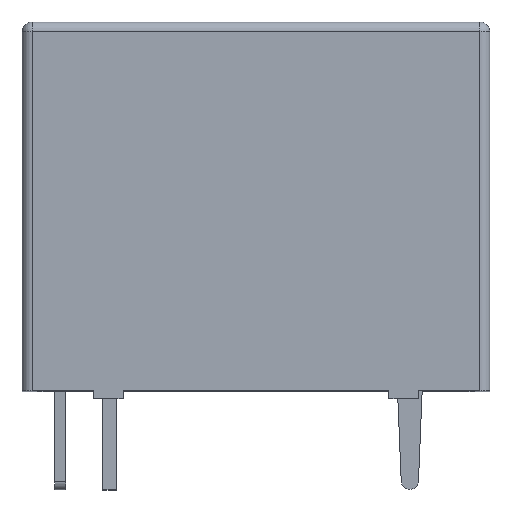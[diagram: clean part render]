
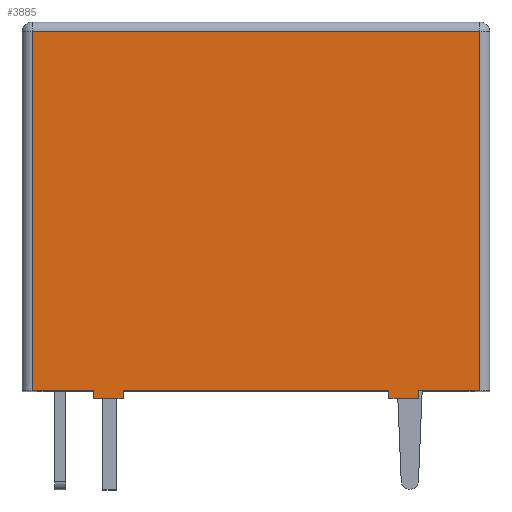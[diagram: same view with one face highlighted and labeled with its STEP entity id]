
A CAD part, top view. The second image highlights one B-rep face of the part: STEP entity #3885.
In plain terms, the highlighted planar face has unit normal (0, 0, 1).
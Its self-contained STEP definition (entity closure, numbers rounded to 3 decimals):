
#139 = CARTESIAN_POINT ( 'NONE',  ( 9.1, 15.29, 7.765 ) ) ;
#238 = VECTOR ( 'NONE', #1814, 1000. ) ;
#350 = VECTOR ( 'NONE', #4520, 1000. ) ;
#389 = ORIENTED_EDGE ( 'NONE', *, *, #2067, .F. ) ;
#552 = LINE ( 'NONE', #139, #3722 ) ;
#573 = DIRECTION ( 'NONE',  ( 0., -1., 0. ) ) ;
#574 = LINE ( 'NONE', #2388, #2517 ) ;
#576 = AXIS2_PLACEMENT_3D ( 'NONE', #3915, #3950, #5206 ) ;
#709 = LINE ( 'NONE', #3020, #238 ) ;
#890 = VERTEX_POINT ( 'NONE', #4188 ) ;
#967 = EDGE_CURVE ( 'NONE', #2907, #1396, #709, .T. ) ;
#1396 = VERTEX_POINT ( 'NONE', #2305 ) ;
#1423 = CARTESIAN_POINT ( 'NONE',  ( -5.4, 0.3, 7.765 ) ) ;
#1432 = CARTESIAN_POINT ( 'NONE',  ( 6.6, 0.3, 7.765 ) ) ;
#1460 = CARTESIAN_POINT ( 'NONE',  ( 9.1, 0.3, 7.765 ) ) ;
#1610 = ORIENTED_EDGE ( 'NONE', *, *, #4477, .F. ) ;
#1635 = ORIENTED_EDGE ( 'NONE', *, *, #7095, .F. ) ;
#1702 = EDGE_CURVE ( 'NONE', #7437, #6418, #3937, .T. ) ;
#1711 = CARTESIAN_POINT ( 'NONE',  ( -9.1, 14.89, 7.765 ) ) ;
#1814 = DIRECTION ( 'NONE',  ( -1., 0., 0. ) ) ;
#1946 = CARTESIAN_POINT ( 'NONE',  ( -9.1, 0., 7.765 ) ) ;
#1992 = LINE ( 'NONE', #1423, #2651 ) ;
#2003 = ORIENTED_EDGE ( 'NONE', *, *, #4888, .T. ) ;
#2067 = EDGE_CURVE ( 'NONE', #2878, #7437, #1992, .T. ) ;
#2205 = CARTESIAN_POINT ( 'NONE',  ( 5.4, 0., 7.765 ) ) ;
#2238 = EDGE_CURVE ( 'NONE', #5693, #5537, #2821, .T. ) ;
#2250 = DIRECTION ( 'NONE',  ( -1., 0., 0. ) ) ;
#2274 = VECTOR ( 'NONE', #2963, 1000. ) ;
#2305 = CARTESIAN_POINT ( 'NONE',  ( 6.6, 0.3, 7.765 ) ) ;
#2388 = CARTESIAN_POINT ( 'NONE',  ( -9.1, 0., 7.765 ) ) ;
#2462 = CARTESIAN_POINT ( 'NONE',  ( -5.4, 0.3, 7.765 ) ) ;
#2481 = VERTEX_POINT ( 'NONE', #5910 ) ;
#2491 = CARTESIAN_POINT ( 'NONE',  ( 5.4, 0.3, 7.765 ) ) ;
#2506 = VECTOR ( 'NONE', #4945, 1000. ) ;
#2517 = VECTOR ( 'NONE', #6237, 1000. ) ;
#2651 = VECTOR ( 'NONE', #4233, 1000. ) ;
#2821 = LINE ( 'NONE', #5690, #4228 ) ;
#2823 = LINE ( 'NONE', #6827, #350 ) ;
#2878 = VERTEX_POINT ( 'NONE', #2491 ) ;
#2888 = ORIENTED_EDGE ( 'NONE', *, *, #4095, .T. ) ;
#2907 = VERTEX_POINT ( 'NONE', #1460 ) ;
#2925 = CARTESIAN_POINT ( 'NONE',  ( -5.4, 0.3, 7.765 ) ) ;
#2963 = DIRECTION ( 'NONE',  ( 0., 1., 0. ) ) ;
#2978 = CARTESIAN_POINT ( 'NONE',  ( 5.4, 0.3, 7.765 ) ) ;
#3020 = CARTESIAN_POINT ( 'NONE',  ( 9.5, 0.3, 7.765 ) ) ;
#3038 = LINE ( 'NONE', #7122, #2274 ) ;
#3044 = DIRECTION ( 'NONE',  ( 1., 0., 0. ) ) ;
#3373 = VECTOR ( 'NONE', #573, 1000. ) ;
#3621 = LINE ( 'NONE', #4833, #7103 ) ;
#3638 = EDGE_CURVE ( 'NONE', #5962, #2878, #4724, .T. ) ;
#3720 = EDGE_CURVE ( 'NONE', #5468, #5537, #3621, .T. ) ;
#3722 = VECTOR ( 'NONE', #5877, 1000. ) ;
#3885 = ADVANCED_FACE ( 'NONE', ( #5048 ), #7352, .F. ) ;
#3915 = CARTESIAN_POINT ( 'NONE',  ( -9.1, 15.29, 7.765 ) ) ;
#3937 = LINE ( 'NONE', #2925, #3373 ) ;
#3950 = DIRECTION ( 'NONE',  ( 0., 0., -1. ) ) ;
#3967 = ORIENTED_EDGE ( 'NONE', *, *, #1702, .F. ) ;
#4040 = VERTEX_POINT ( 'NONE', #4823 ) ;
#4095 = EDGE_CURVE ( 'NONE', #5962, #4040, #4145, .T. ) ;
#4103 = ORIENTED_EDGE ( 'NONE', *, *, #5443, .T. ) ;
#4145 = LINE ( 'NONE', #1946, #6007 ) ;
#4151 = ORIENTED_EDGE ( 'NONE', *, *, #3638, .F. ) ;
#4168 = CARTESIAN_POINT ( 'NONE',  ( -9.1, 0.3, 7.765 ) ) ;
#4188 = CARTESIAN_POINT ( 'NONE',  ( 9.1, 14.89, 7.765 ) ) ;
#4228 = VECTOR ( 'NONE', #2250, 1000. ) ;
#4233 = DIRECTION ( 'NONE',  ( -1., 0., 0. ) ) ;
#4343 = CARTESIAN_POINT ( 'NONE',  ( -5.4, 0., 7.765 ) ) ;
#4477 = EDGE_CURVE ( 'NONE', #2481, #5693, #3038, .T. ) ;
#4520 = DIRECTION ( 'NONE',  ( -1., 0., 0. ) ) ;
#4724 = LINE ( 'NONE', #2978, #6851 ) ;
#4803 = LINE ( 'NONE', #1432, #2506 ) ;
#4823 = CARTESIAN_POINT ( 'NONE',  ( 6.6, 0., 7.765 ) ) ;
#4833 = CARTESIAN_POINT ( 'NONE',  ( -9.1, 15.29, 7.765 ) ) ;
#4888 = EDGE_CURVE ( 'NONE', #890, #5468, #2823, .T. ) ;
#4937 = ORIENTED_EDGE ( 'NONE', *, *, #967, .F. ) ;
#4945 = DIRECTION ( 'NONE',  ( 0., -1., 0. ) ) ;
#5015 = ORIENTED_EDGE ( 'NONE', *, *, #3720, .T. ) ;
#5046 = ORIENTED_EDGE ( 'NONE', *, *, #6305, .F. ) ;
#5048 = FACE_OUTER_BOUND ( 'NONE', #5923, .T. ) ;
#5206 = DIRECTION ( 'NONE',  ( -1., 0., 0. ) ) ;
#5443 = EDGE_CURVE ( 'NONE', #2481, #6418, #574, .T. ) ;
#5468 = VERTEX_POINT ( 'NONE', #1711 ) ;
#5537 = VERTEX_POINT ( 'NONE', #4168 ) ;
#5690 = CARTESIAN_POINT ( 'NONE',  ( -9.5, 0.3, 7.765 ) ) ;
#5693 = VERTEX_POINT ( 'NONE', #6050 ) ;
#5698 = DIRECTION ( 'NONE',  ( 0., 1., 0. ) ) ;
#5877 = DIRECTION ( 'NONE',  ( 0., -1., 0. ) ) ;
#5910 = CARTESIAN_POINT ( 'NONE',  ( -6.6, 0., 7.765 ) ) ;
#5923 = EDGE_LOOP ( 'NONE', ( #5015, #7372, #1610, #4103, #3967, #389, #4151, #2888, #5046, #4937, #1635, #2003 ) ) ;
#5962 = VERTEX_POINT ( 'NONE', #2205 ) ;
#6007 = VECTOR ( 'NONE', #3044, 1000. ) ;
#6050 = CARTESIAN_POINT ( 'NONE',  ( -6.6, 0.3, 7.765 ) ) ;
#6237 = DIRECTION ( 'NONE',  ( 1., 0., 0. ) ) ;
#6305 = EDGE_CURVE ( 'NONE', #1396, #4040, #4803, .T. ) ;
#6418 = VERTEX_POINT ( 'NONE', #4343 ) ;
#6451 = DIRECTION ( 'NONE',  ( 0., -1., 0. ) ) ;
#6827 = CARTESIAN_POINT ( 'NONE',  ( -9.1, 14.89, 7.765 ) ) ;
#6851 = VECTOR ( 'NONE', #5698, 1000. ) ;
#7095 = EDGE_CURVE ( 'NONE', #890, #2907, #552, .T. ) ;
#7103 = VECTOR ( 'NONE', #6451, 1000. ) ;
#7122 = CARTESIAN_POINT ( 'NONE',  ( -6.6, 0.3, 7.765 ) ) ;
#7352 = PLANE ( 'NONE',  #576 ) ;
#7372 = ORIENTED_EDGE ( 'NONE', *, *, #2238, .F. ) ;
#7437 = VERTEX_POINT ( 'NONE', #2462 ) ;
